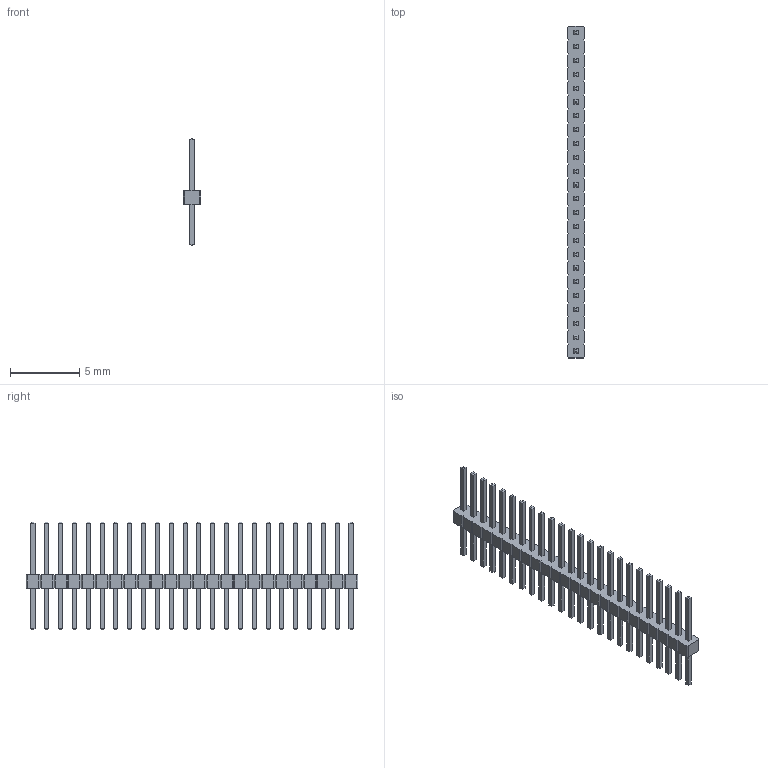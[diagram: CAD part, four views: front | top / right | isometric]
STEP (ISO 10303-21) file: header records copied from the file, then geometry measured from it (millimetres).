
FILE_DESCRIPTION(/* description */ ('model of Pin_Header_Straight_1x24_Pitch1.00mm'),/* implementation_level */ '2;1');
FILE_NAME(/* name */ 'Pin_Header_Straight_1x24_Pitch1.00mm.step',/* time_stamp */ '2017-09-10T18:43:30',/* author */ ('kicad StepUp','ksu'),/* organization */ ('FreeCAD'),/* preprocessor_version */ 'OCC',/* originating_system */ 'kicad StepUp',/* authorisation */ '');
FILE_SCHEMA(('AUTOMOTIVE_DESIGN { 1 0 10303 214 1 1 1 1 }'));
Length unit declared in the file: millimetre
Products named in the file (1): Pin_Header_Straight_1x24_Pitch100mm
Bounding box: 1.27 x 24 x 7.8 mm (x, y, z)
Volume: 44.5 mm3; surface area: 306.7 mm2
Topology: 1 solids, 1 shells, 580 faces, 1398 edges, 868 vertices
Faces by surface type: plane 580
Entity records: 20339 total; most frequent: CARTESIAN_POINT 2847, ORIENTED_EDGE 2796, DIRECTION 2560, EDGE_CURVE 1398, LINE 1398, VECTOR 1398, VERTEX_POINT 868, FACE_BOUND 628
